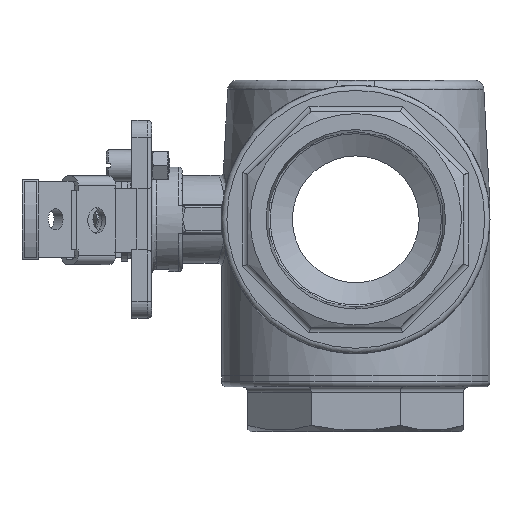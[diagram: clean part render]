
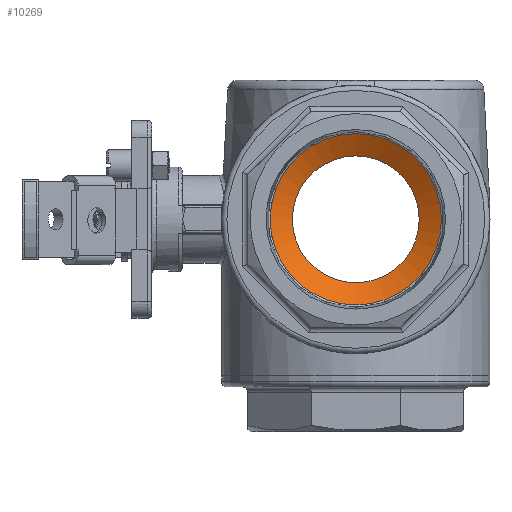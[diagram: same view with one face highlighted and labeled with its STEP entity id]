
A CAD part, left-side view. The second image highlights one B-rep face of the part: STEP entity #10269.
In plain terms, the highlighted conical face has half-angle 60 degrees and reference radius 29 mm.
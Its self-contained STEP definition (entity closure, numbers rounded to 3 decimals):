
#268=CONICAL_SURFACE('',#11063,29.,1.047);
#2604=ORIENTED_EDGE('',*,*,#5635,.F.);
#2605=ORIENTED_EDGE('',*,*,#5636,.T.);
#5635=EDGE_CURVE('',#7152,#7152,#8150,.T.);
#5636=EDGE_CURVE('',#7153,#7153,#8151,.T.);
#7152=VERTEX_POINT('',#14454);
#7153=VERTEX_POINT('',#14457);
#8150=CIRCLE('',#11062,40.5);
#8151=CIRCLE('',#11064,30.);
#8447=EDGE_LOOP('',(#2604));
#8448=EDGE_LOOP('',(#2605));
#9216=FACE_BOUND('',#8447,.T.);
#9217=FACE_BOUND('',#8448,.T.);
#10269=ADVANCED_FACE('',(#9216,#9217),#268,.F.);
#11062=AXIS2_PLACEMENT_3D('',#14453,#11960,#11961);
#11063=AXIS2_PLACEMENT_3D('',#14455,#11962,#11963);
#11064=AXIS2_PLACEMENT_3D('',#14456,#11964,#11965);
#11960=DIRECTION('',(1.,0.,0.));
#11961=DIRECTION('',(0.,0.,-1.));
#11962=DIRECTION('',(-1.,0.,0.));
#11963=DIRECTION('',(0.,0.,1.));
#11964=DIRECTION('',(1.,0.,0.));
#11965=DIRECTION('',(0.,0.,1.));
#14453=CARTESIAN_POINT('',(36.3,0.,0.));
#14454=CARTESIAN_POINT('',(36.3,0.,-40.5));
#14455=CARTESIAN_POINT('',(42.94,0.,0.));
#14456=CARTESIAN_POINT('',(42.362,0.,0.));
#14457=CARTESIAN_POINT('',(42.362,0.,30.));
